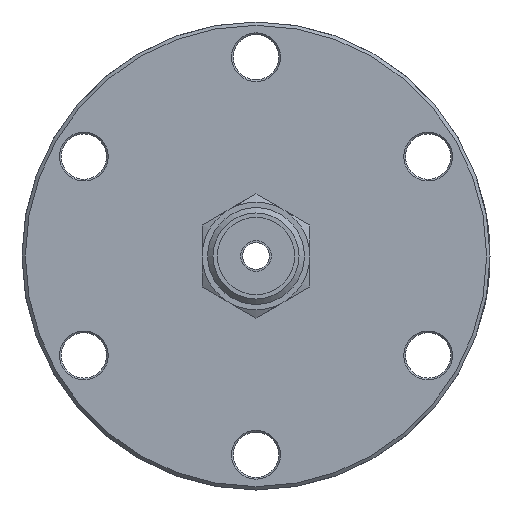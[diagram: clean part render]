
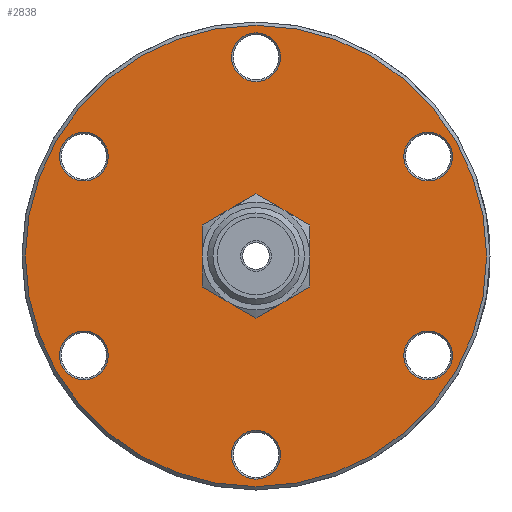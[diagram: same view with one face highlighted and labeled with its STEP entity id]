
A CAD part, front view. The second image highlights one B-rep face of the part: STEP entity #2838.
In plain terms, the highlighted planar face has unit normal (0, -1, 0).
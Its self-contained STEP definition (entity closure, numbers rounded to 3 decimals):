
#273=FACE_BOUND('',#565,.T.);
#274=FACE_BOUND('',#566,.T.);
#275=FACE_BOUND('',#567,.T.);
#276=FACE_BOUND('',#568,.T.);
#277=FACE_BOUND('',#569,.T.);
#278=FACE_BOUND('',#570,.T.);
#279=FACE_BOUND('',#571,.T.);
#304=PLANE('',#3125);
#399=FACE_OUTER_BOUND('',#564,.T.);
#564=EDGE_LOOP('',(#1943));
#565=EDGE_LOOP('',(#1944));
#566=EDGE_LOOP('',(#1945));
#567=EDGE_LOOP('',(#1946));
#568=EDGE_LOOP('',(#1947));
#569=EDGE_LOOP('',(#1948));
#570=EDGE_LOOP('',(#1949));
#571=EDGE_LOOP('',(#1950));
#1068=CIRCLE('',#3119,3.175);
#1072=CIRCLE('',#3124,34.05);
#1073=CIRCLE('',#3126,3.6);
#1074=CIRCLE('',#3127,3.6);
#1075=CIRCLE('',#3128,3.6);
#1076=CIRCLE('',#3129,3.6);
#1077=CIRCLE('',#3130,3.6);
#1078=CIRCLE('',#3131,3.6);
#1208=VERTEX_POINT('',#4174);
#1212=VERTEX_POINT('',#4184);
#1213=VERTEX_POINT('',#4188);
#1214=VERTEX_POINT('',#4190);
#1215=VERTEX_POINT('',#4192);
#1216=VERTEX_POINT('',#4194);
#1217=VERTEX_POINT('',#4196);
#1218=VERTEX_POINT('',#4198);
#1498=EDGE_CURVE('',#1208,#1208,#1068,.T.);
#1504=EDGE_CURVE('',#1212,#1212,#1072,.T.);
#1505=EDGE_CURVE('',#1213,#1213,#1073,.T.);
#1506=EDGE_CURVE('',#1214,#1214,#1074,.T.);
#1507=EDGE_CURVE('',#1215,#1215,#1075,.T.);
#1508=EDGE_CURVE('',#1216,#1216,#1076,.T.);
#1509=EDGE_CURVE('',#1217,#1217,#1077,.T.);
#1510=EDGE_CURVE('',#1218,#1218,#1078,.T.);
#1943=ORIENTED_EDGE('',*,*,#1504,.F.);
#1944=ORIENTED_EDGE('',*,*,#1498,.T.);
#1945=ORIENTED_EDGE('',*,*,#1505,.F.);
#1946=ORIENTED_EDGE('',*,*,#1506,.F.);
#1947=ORIENTED_EDGE('',*,*,#1507,.F.);
#1948=ORIENTED_EDGE('',*,*,#1508,.F.);
#1949=ORIENTED_EDGE('',*,*,#1509,.F.);
#1950=ORIENTED_EDGE('',*,*,#1510,.F.);
#2838=ADVANCED_FACE('',(#399,#273,#274,#275,#276,#277,#278,#279),#304,.T.);
#3119=AXIS2_PLACEMENT_3D('',#4175,#3422,#3423);
#3124=AXIS2_PLACEMENT_3D('',#4186,#3434,#3435);
#3125=AXIS2_PLACEMENT_3D('',#4187,#3436,#3437);
#3126=AXIS2_PLACEMENT_3D('',#4189,#3438,#3439);
#3127=AXIS2_PLACEMENT_3D('',#4191,#3440,#3441);
#3128=AXIS2_PLACEMENT_3D('',#4193,#3442,#3443);
#3129=AXIS2_PLACEMENT_3D('',#4195,#3444,#3445);
#3130=AXIS2_PLACEMENT_3D('',#4197,#3446,#3447);
#3131=AXIS2_PLACEMENT_3D('',#4199,#3448,#3449);
#3422=DIRECTION('center_axis',(0.,1.,0.));
#3423=DIRECTION('ref_axis',(-1.,0.,0.));
#3434=DIRECTION('center_axis',(0.,1.,0.));
#3435=DIRECTION('ref_axis',(1.,0.,0.));
#3436=DIRECTION('center_axis',(0.,-1.,0.));
#3437=DIRECTION('ref_axis',(0.,0.,-1.));
#3438=DIRECTION('center_axis',(0.,-1.,0.));
#3439=DIRECTION('ref_axis',(0.5,0.,0.866));
#3440=DIRECTION('center_axis',(0.,-1.,0.));
#3441=DIRECTION('ref_axis',(-1.,0.,0.));
#3442=DIRECTION('center_axis',(0.,-1.,0.));
#3443=DIRECTION('ref_axis',(0.5,0.,-0.866));
#3444=DIRECTION('center_axis',(0.,-1.,0.));
#3445=DIRECTION('ref_axis',(1.,0.,0.));
#3446=DIRECTION('center_axis',(0.,-1.,0.));
#3447=DIRECTION('ref_axis',(-0.5,0.,-0.866));
#3448=DIRECTION('center_axis',(0.,-1.,0.));
#3449=DIRECTION('ref_axis',(-0.5,0.,0.866));
#4174=CARTESIAN_POINT('',(3.175,0.,0.));
#4175=CARTESIAN_POINT('Origin',(0.,0.,0.));
#4184=CARTESIAN_POINT('',(-34.05,0.,0.));
#4186=CARTESIAN_POINT('Origin',(0.,0.,0.));
#4187=CARTESIAN_POINT('Origin',(-34.55,0.,0.));
#4188=CARTESIAN_POINT('',(23.618,0.,-17.793));
#4189=CARTESIAN_POINT('Origin',(25.418,0.,-14.675));
#4190=CARTESIAN_POINT('',(3.6,0.,29.35));
#4191=CARTESIAN_POINT('Origin',(0.,0.,29.35));
#4192=CARTESIAN_POINT('',(-27.218,0.,-11.557));
#4193=CARTESIAN_POINT('Origin',(-25.418,0.,-14.675));
#4194=CARTESIAN_POINT('',(-3.6,0.,-29.35));
#4195=CARTESIAN_POINT('Origin',(0.,0.,-29.35));
#4196=CARTESIAN_POINT('',(-23.618,0.,17.793));
#4197=CARTESIAN_POINT('Origin',(-25.418,0.,14.675));
#4198=CARTESIAN_POINT('',(27.218,0.,11.557));
#4199=CARTESIAN_POINT('Origin',(25.418,0.,14.675));
